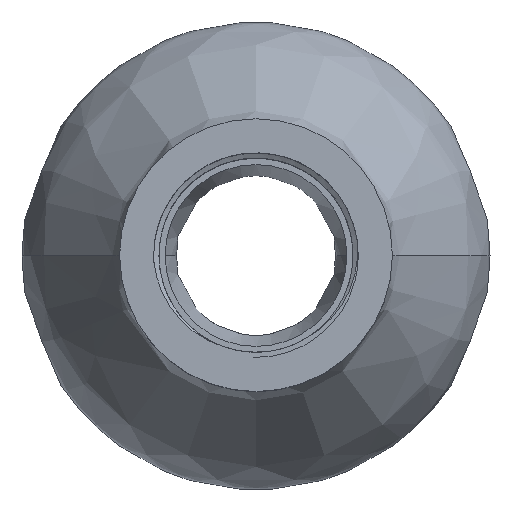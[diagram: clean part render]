
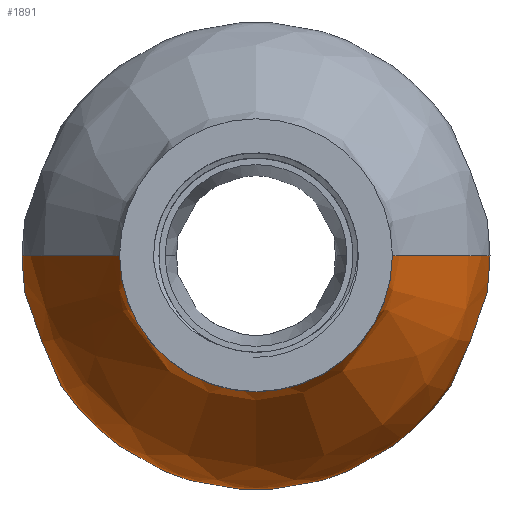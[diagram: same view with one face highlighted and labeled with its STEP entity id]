
A CAD part, top view. The second image highlights one B-rep face of the part: STEP entity #1891.
In plain terms, the highlighted free-form (B-spline) face has degree [3, 3] with [4, 4] control points.
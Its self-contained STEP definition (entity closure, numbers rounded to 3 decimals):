
#245 = AXIS2_PLACEMENT_3D ( 'NONE', #5205, #1956, #316 ) ;
#249 = DIRECTION ( 'NONE',  ( 0., -1., 0. ) ) ;
#261 = DIRECTION ( 'NONE',  ( 0., -1., 0. ) ) ;
#316 = DIRECTION ( 'NONE',  ( 0., 0., -1. ) ) ;
#410 = EDGE_CURVE ( 'NONE', #6781, #4452, #7073, .T. ) ;
#726 = CARTESIAN_POINT ( 'NONE',  ( 32.764, 30.162, -50. ) ) ;
#789 = EDGE_CURVE ( 'NONE', #6781, #4942, #6202, .T. ) ;
#1012 = CARTESIAN_POINT ( 'NONE',  ( -7.236, -6.26, 0. ) ) ;
#1293 = AXIS2_PLACEMENT_3D ( 'NONE', #1820, #249, #3977 ) ;
#1402 = CARTESIAN_POINT ( 'NONE',  ( 16.512, 8.429, 0. ) ) ;
#1586 = CARTESIAN_POINT ( 'NONE',  ( -17.236, 30.162, 0. ) ) ;
#1624 = CARTESIAN_POINT ( 'NONE',  ( -17.236, 30.162, 0. ) ) ;
#1767 = CARTESIAN_POINT ( 'NONE',  ( -0.984, 8.429, -17.496 ) ) ;
#1820 = CARTESIAN_POINT ( 'NONE',  ( 7.764, -6.26, 0. ) ) ;
#1891 = ADVANCED_FACE ( 'NONE', ( #4466 ), #2356, .T. ) ;
#1901 = CARTESIAN_POINT ( 'NONE',  ( 22.764, -6.26, -30. ) ) ;
#1956 = DIRECTION ( 'NONE',  ( 0., -1., 0. ) ) ;
#2053 = EDGE_CURVE ( 'NONE', #4452, #3615, #5258, .T. ) ;
#2115 = CARTESIAN_POINT ( 'NONE',  ( -22.133, 14.885, 0. ) ) ;
#2356 =( BOUNDED_SURFACE ( )  B_SPLINE_SURFACE ( 3, 3, ( 
 ( #4064, #6659, #1901, #3533 ),
 ( #6728, #1767, #5080, #5183 ),
 ( #2393, #3993, #6201, #5715 ),
 ( #5615, #4503, #726, #3394 ) ),
 .UNSPECIFIED., .F., .F., .F. ) 
 B_SPLINE_SURFACE_WITH_KNOTS ( ( 4, 4 ),
 ( 4, 4 ),
 ( 0., 1. ),
 ( 0., 1. ),
 .UNSPECIFIED. ) 
 GEOMETRIC_REPRESENTATION_ITEM ( )  RATIONAL_B_SPLINE_SURFACE ( (
 ( 1., 0.333, 0.333, 1.),
 ( 1., 0.333, 0.333, 1.),
 ( 1., 0.333, 0.333, 1.),
 ( 1., 0.333, 0.333, 1.) ) ) 
 REPRESENTATION_ITEM ( '' )  SURFACE ( )  );
#2393 = CARTESIAN_POINT ( 'NONE',  ( -22.133, 14.885, 0. ) ) ;
#2468 = DIRECTION ( 'NONE',  ( 0., 0., -1. ) ) ;
#2557 = VERTEX_POINT ( 'NONE', #3958 ) ;
#2957 = CARTESIAN_POINT ( 'NONE',  ( 7.764, 30.162, 0. ) ) ;
#3169 = CARTESIAN_POINT ( 'NONE',  ( -0.984, 8.429, 0. ) ) ;
#3252 = CARTESIAN_POINT ( 'NONE',  ( -7.236, -6.26, 0. ) ) ;
#3394 = CARTESIAN_POINT ( 'NONE',  ( 32.764, 30.162, 0. ) ) ;
#3533 = CARTESIAN_POINT ( 'NONE',  ( 22.764, -6.26, 0. ) ) ;
#3615 = VERTEX_POINT ( 'NONE', #7048 ) ;
#3958 = CARTESIAN_POINT ( 'NONE',  ( 32.764, 30.162, 0. ) ) ;
#3977 = DIRECTION ( 'NONE',  ( 0., 0., -1. ) ) ;
#3993 = CARTESIAN_POINT ( 'NONE',  ( -22.133, 14.885, -59.794 ) ) ;
#4060 = CARTESIAN_POINT ( 'NONE',  ( 37.661, 14.885, 0. ) ) ;
#4064 = CARTESIAN_POINT ( 'NONE',  ( -7.236, -6.26, 0. ) ) ;
#4278 = B_SPLINE_CURVE_WITH_KNOTS ( 'NONE', 3,
 ( #6158, #1402, #4060, #6796 ),
 .UNSPECIFIED., .F., .F.,
 ( 4, 4 ),
 ( 0., 1. ),
 .UNSPECIFIED. ) ;
#4343 = AXIS2_PLACEMENT_3D ( 'NONE', #2957, #261, #2468 ) ;
#4452 = VERTEX_POINT ( 'NONE', #1624 ) ;
#4466 = FACE_OUTER_BOUND ( 'NONE', #5764, .T. ) ;
#4503 = CARTESIAN_POINT ( 'NONE',  ( -17.236, 30.162, -50. ) ) ;
#4577 = EDGE_CURVE ( 'NONE', #4942, #2557, #4278, .T. ) ;
#4757 = ORIENTED_EDGE ( 'NONE', *, *, #4577, .F. ) ;
#4814 = CARTESIAN_POINT ( 'NONE',  ( 22.764, -6.26, 0. ) ) ;
#4942 = VERTEX_POINT ( 'NONE', #4814 ) ;
#5080 = CARTESIAN_POINT ( 'NONE',  ( 16.512, 8.429, -17.496 ) ) ;
#5183 = CARTESIAN_POINT ( 'NONE',  ( 16.512, 8.429, 0. ) ) ;
#5205 = CARTESIAN_POINT ( 'NONE',  ( 7.764, 30.162, 0. ) ) ;
#5236 = ORIENTED_EDGE ( 'NONE', *, *, #2053, .T. ) ;
#5258 = CIRCLE ( 'NONE', #4343, 25. ) ;
#5615 = CARTESIAN_POINT ( 'NONE',  ( -17.236, 30.162, 0. ) ) ;
#5715 = CARTESIAN_POINT ( 'NONE',  ( 37.661, 14.885, 0. ) ) ;
#5762 = EDGE_CURVE ( 'NONE', #3615, #2557, #6858, .T. ) ;
#5764 = EDGE_LOOP ( 'NONE', ( #6566, #5928, #5236, #6287, #4757 ) ) ;
#5928 = ORIENTED_EDGE ( 'NONE', *, *, #410, .T. ) ;
#6158 = CARTESIAN_POINT ( 'NONE',  ( 22.764, -6.26, 0. ) ) ;
#6202 = CIRCLE ( 'NONE', #1293, 15. ) ;
#6201 = CARTESIAN_POINT ( 'NONE',  ( 37.661, 14.885, -59.794 ) ) ;
#6287 = ORIENTED_EDGE ( 'NONE', *, *, #5762, .T. ) ;
#6566 = ORIENTED_EDGE ( 'NONE', *, *, #789, .F. ) ;
#6659 = CARTESIAN_POINT ( 'NONE',  ( -7.236, -6.26, -30. ) ) ;
#6728 = CARTESIAN_POINT ( 'NONE',  ( -0.984, 8.429, 0. ) ) ;
#6781 = VERTEX_POINT ( 'NONE', #3252 ) ;
#6796 = CARTESIAN_POINT ( 'NONE',  ( 32.764, 30.162, 0. ) ) ;
#6858 = CIRCLE ( 'NONE', #245, 25. ) ;
#7048 = CARTESIAN_POINT ( 'NONE',  ( 7.764, 30.162, -25. ) ) ;
#7073 = B_SPLINE_CURVE_WITH_KNOTS ( 'NONE', 3,
 ( #1012, #3169, #2115, #1586 ),
 .UNSPECIFIED., .F., .F.,
 ( 4, 4 ),
 ( 0., 1. ),
 .UNSPECIFIED. ) ;
